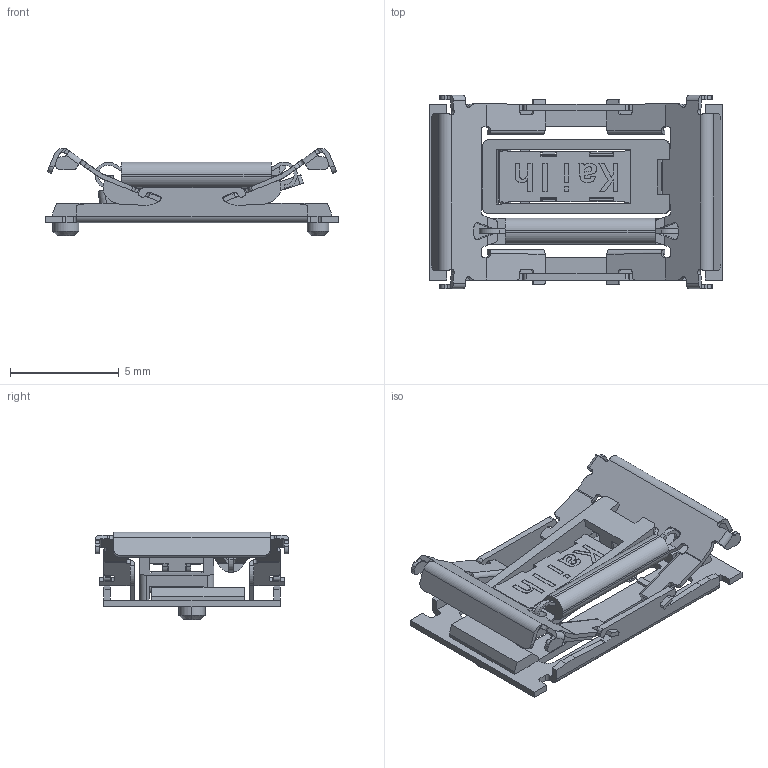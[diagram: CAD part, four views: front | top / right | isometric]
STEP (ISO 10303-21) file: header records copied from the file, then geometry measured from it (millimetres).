
FILE_DESCRIPTION (( 'STEP AP214' ), '1' );
FILE_NAME ('PG1316S--蚾饜极.STEP', '2022-07-19T02:16:49', ( '' ), ( '' ), 'SwSTEP 2.0', 'SolidWorks 2014', '' );
FILE_SCHEMA (( 'AUTOMOTIVE_DESIGN' ));
Length unit declared in the file: millimetre
Products named in the file (9): PG1316S--蚾饜极; 驱动杆; す算殤; PG1316S-雄諉揖え-湍揖萸; PG1316S-噙え-湍揖萸; す算殤-B璃; 1316S-價釱縐璃; PG1316S-價釱; 嶺銅
Assembly tree (8 placements, depth 2):
  PG1316S--蚾饜极
    1316S-價釱縐璃
    PG1316S-價釱
    驱动杆
    す算殤-B璃
    嶺銅
    PG1316S-雄諉揖え-湍揖萸
    PG1316S-噙え-湍揖萸
    す算殤
Bounding box: 13.5 x 8.9 x 4.03 mm (x, y, z)
Volume: 88.6 mm3; surface area: 646.5 mm2
Topology: 8 solids, 8 shells, 812 faces, 2306 edges, 1515 vertices
Faces by surface type: plane 496, cylinder 286, bspline 20, cone 8, sphere 2
Entity records: 27700 total; most frequent: CARTESIAN_POINT 6034, ORIENTED_EDGE 4612, DIRECTION 4320, EDGE_CURVE 2306, VECTOR 1650, LINE 1650, VERTEX_POINT 1515, AXIS2_PLACEMENT_3D 1335
